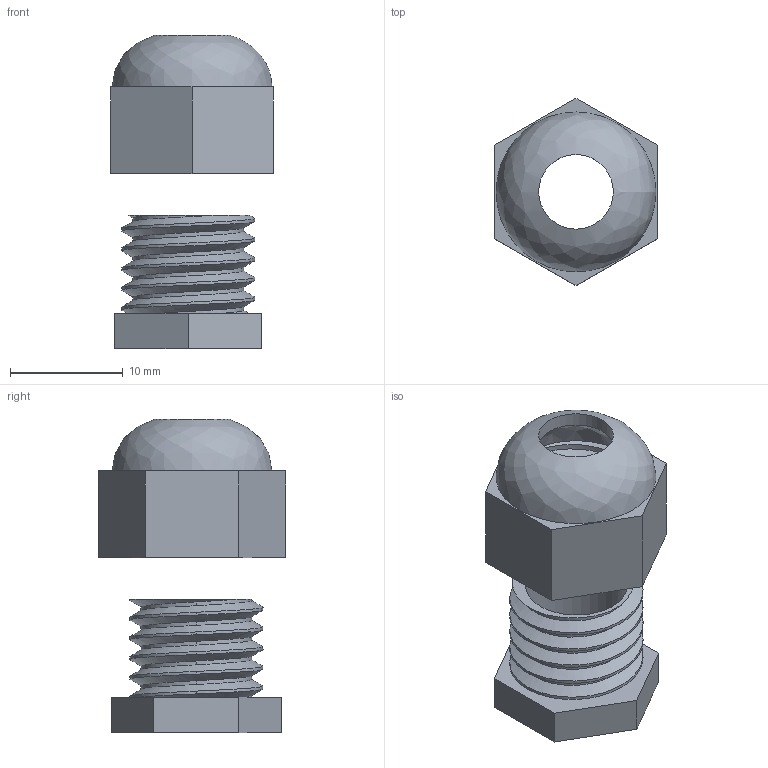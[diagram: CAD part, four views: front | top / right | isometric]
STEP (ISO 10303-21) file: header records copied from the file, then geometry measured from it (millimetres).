
FILE_DESCRIPTION(/* description */ (''),/* implementation_level */ '2;1');
FILE_NAME(/* name */ 'Gland_PG7_M12.step',/* time_stamp */ '2026-02-21T22:38:22+01:00',/* author */ (''),/* organization */ (''),/* preprocessor_version */ 'ST-DEVELOPER v20.1',/* originating_system */ 'Autodesk Translation Framework v14.24.0.0',/* authorisation */ '');
FILE_SCHEMA (('AUTOMOTIVE_DESIGN { 1 0 10303 214 3 1 1 }'));
Length unit declared in the file: millimetre
Products named in the file (1): Gland_PG7_M12
Bounding box: 14.39 x 16.62 x 27.81 mm (x, y, z)
Volume: 1227.2 mm3; surface area: 2524.5 mm2
Topology: 2 solids, 2 shells, 49 faces, 130 edges, 86 vertices
Faces by surface type: cylinder 25, plane 18, bspline 6
Full cylindrical faces by diameter (mm): 6.622 x1, 9.023 x1, 9.836 x4, 11.301 x3, 11.834 x4, 13.449 x4
Entity records: 4456 total; most frequent: CARTESIAN_POINT 3304, ORIENTED_EDGE 260, DIRECTION 179, EDGE_CURVE 130, VERTEX_POINT 86, AXIS2_PLACEMENT_3D 61, LINE 57, VECTOR 57
